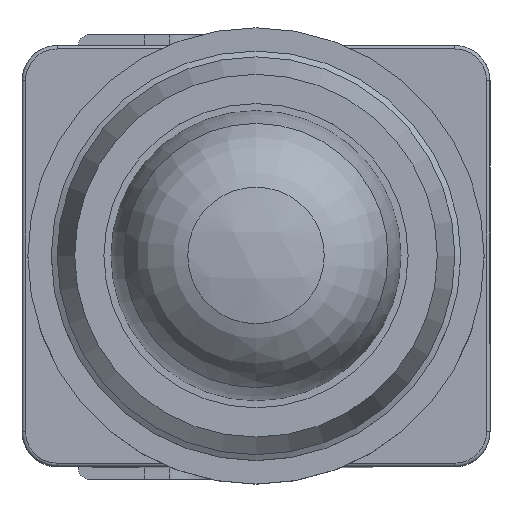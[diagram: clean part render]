
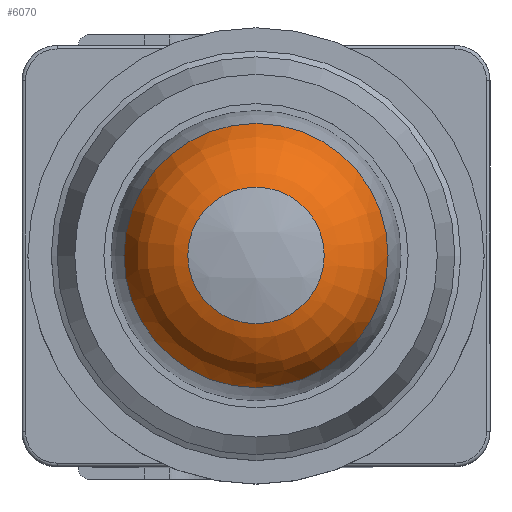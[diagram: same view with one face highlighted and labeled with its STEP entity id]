
A CAD part, top view. The second image highlights one B-rep face of the part: STEP entity #6070.
In plain terms, the highlighted toroidal (fillet/blend) face has major radius 3.612 mm and minor radius 8 mm.
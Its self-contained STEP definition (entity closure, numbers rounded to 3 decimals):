
#335 = FACE_OUTER_BOUND ( 'NONE', #1917, .T. ) ;
#1634 = DIRECTION ( 'NONE',  ( -1., 0., 0. ) ) ;
#1917 = EDGE_LOOP ( 'NONE', ( #10509 ) ) ;
#2389 = CIRCLE ( 'NONE', #8777, 11.288 ) ;
#2971 = CARTESIAN_POINT ( 'NONE',  ( 0., 0., 33.488 ) ) ;
#3070 = CIRCLE ( 'NONE', #9470, 5.834 ) ;
#3823 = FACE_OUTER_BOUND ( 'NONE', #4138, .T. ) ;
#4052 = EDGE_CURVE ( 'NONE', #7352, #7352, #3070, .T. ) ;
#4129 = VERTEX_POINT ( 'NONE', #7630 ) ;
#4138 = EDGE_LOOP ( 'NONE', ( #4656 ) ) ;
#4247 = CARTESIAN_POINT ( 'NONE',  ( 0., 0., 41.173 ) ) ;
#4656 = ORIENTED_EDGE ( 'NONE', *, *, #9235, .F. ) ;
#4746 = TOROIDAL_SURFACE ( 'NONE', #11165, 3.612, 8. ) ;
#5977 = CARTESIAN_POINT ( 'NONE',  ( 0., 0., 35.74 ) ) ;
#6070 = ADVANCED_FACE ( 'NONE', ( #335, #3823 ), #4746, .T. ) ;
#6460 = DIRECTION ( 'NONE',  ( 0., 0., 1. ) ) ;
#7352 = VERTEX_POINT ( 'NONE', #10850 ) ;
#7630 = CARTESIAN_POINT ( 'NONE',  ( -11.288, 0., 35.74 ) ) ;
#7744 = DIRECTION ( 'NONE',  ( 0., 0., -1. ) ) ;
#8777 = AXIS2_PLACEMENT_3D ( 'NONE', #5977, #9481, #1634 ) ;
#9235 = EDGE_CURVE ( 'NONE', #4129, #4129, #2389, .T. ) ;
#9470 = AXIS2_PLACEMENT_3D ( 'NONE', #4247, #7744, #11241 ) ;
#9481 = DIRECTION ( 'NONE',  ( 0., 0., -1. ) ) ;
#9959 = DIRECTION ( 'NONE',  ( 0., -1., 0. ) ) ;
#10509 = ORIENTED_EDGE ( 'NONE', *, *, #4052, .T. ) ;
#10850 = CARTESIAN_POINT ( 'NONE',  ( 0., -5.834, 41.173 ) ) ;
#11165 = AXIS2_PLACEMENT_3D ( 'NONE', #2971, #6460, #9959 ) ;
#11241 = DIRECTION ( 'NONE',  ( 0., -1., 0. ) ) ;
